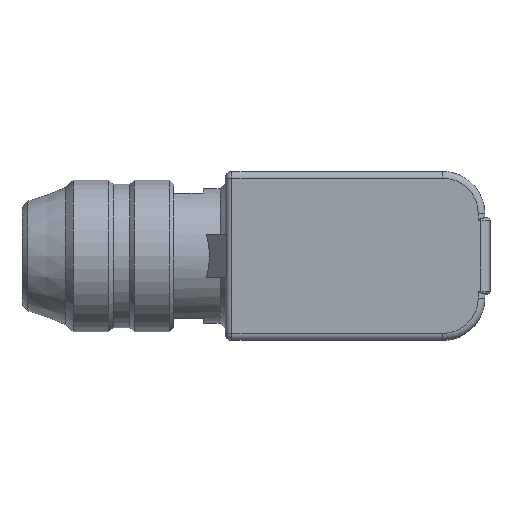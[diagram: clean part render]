
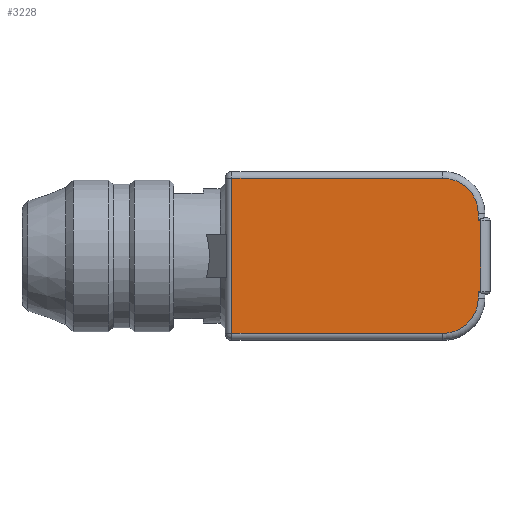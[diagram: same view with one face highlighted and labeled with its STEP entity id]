
A CAD part, top view. The second image highlights one B-rep face of the part: STEP entity #3228.
In plain terms, the highlighted planar face has unit normal (0, 0, 1).
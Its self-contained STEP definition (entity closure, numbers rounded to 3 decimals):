
#852=PLANE('',#16186);
#980=LINE('',#20935,#1713);
#981=LINE('',#20949,#1714);
#982=LINE('',#20968,#1715);
#1574=LINE('',#27249,#2307);
#1575=LINE('',#27253,#2308);
#1576=LINE('',#27255,#2309);
#1582=LINE('',#27281,#2315);
#1584=LINE('',#27286,#2317);
#1713=VECTOR('',#16679,1.);
#1714=VECTOR('',#16686,1.);
#1715=VECTOR('',#16703,1.);
#2307=VECTOR('',#19961,1.);
#2308=VECTOR('',#19966,1.);
#2309=VECTOR('',#19969,1.);
#2315=VECTOR('',#19999,1.);
#2317=VECTOR('',#20007,1.);
#3228=ADVANCED_FACE('',(#4331),#852,.T.);
#4331=FACE_OUTER_BOUND('',#5278,.T.);
#5278=EDGE_LOOP('',(#10270,#10271,#10272,#10273,#10274,#10275,#10276,#10277,
#10278,#10279));
#5927=CIRCLE('',#16172,4.2);
#5931=CIRCLE('',#16177,4.2);
#10270=ORIENTED_EDGE('',*,*,#13803,.F.);
#10271=ORIENTED_EDGE('',*,*,#13802,.T.);
#10272=ORIENTED_EDGE('',*,*,#13810,.T.);
#10273=ORIENTED_EDGE('',*,*,#13819,.T.);
#10274=ORIENTED_EDGE('',*,*,#11891,.T.);
#10275=ORIENTED_EDGE('',*,*,#11882,.T.);
#10276=ORIENTED_EDGE('',*,*,#11886,.T.);
#10277=ORIENTED_EDGE('',*,*,#13817,.T.);
#10278=ORIENTED_EDGE('',*,*,#13814,.T.);
#10279=ORIENTED_EDGE('',*,*,#13800,.T.);
#10495=VERTEX_POINT('',#20934);
#10496=VERTEX_POINT('',#20936);
#10498=VERTEX_POINT('',#20948);
#10499=VERTEX_POINT('',#20969);
#11619=VERTEX_POINT('',#27221);
#11620=VERTEX_POINT('',#27225);
#11625=VERTEX_POINT('',#27248);
#11626=VERTEX_POINT('',#27252);
#11632=VERTEX_POINT('',#27268);
#11633=VERTEX_POINT('',#27273);
#11882=EDGE_CURVE('',#10496,#10495,#980,.T.);
#11886=EDGE_CURVE('',#10495,#10498,#981,.T.);
#11891=EDGE_CURVE('',#10499,#10496,#982,.T.);
#13800=EDGE_CURVE('',#11625,#11620,#1574,.T.);
#13802=EDGE_CURVE('',#11619,#11626,#1575,.T.);
#13803=EDGE_CURVE('',#11619,#11620,#1576,.T.);
#13810=EDGE_CURVE('',#11626,#11632,#5927,.T.);
#13814=EDGE_CURVE('',#11633,#11625,#5931,.T.);
#13817=EDGE_CURVE('',#10498,#11633,#1582,.T.);
#13819=EDGE_CURVE('',#11632,#10499,#1584,.T.);
#16172=AXIS2_PLACEMENT_3D('',#27269,#19981,#19982);
#16177=AXIS2_PLACEMENT_3D('',#27276,#19991,#19992);
#16186=AXIS2_PLACEMENT_3D('',#27292,#20016,#20017);
#16679=DIRECTION('',(0.,1.,0.));
#16686=DIRECTION('',(-1.,0.,0.));
#16703=DIRECTION('',(1.,0.,0.));
#19961=DIRECTION('',(-1.,0.,0.));
#19966=DIRECTION('',(1.,0.,0.));
#19969=DIRECTION('',(0.,1.,0.));
#19981=DIRECTION('',(0.,0.,1.));
#19982=DIRECTION('',(1.,0.,0.));
#19991=DIRECTION('',(0.,0.,1.));
#19992=DIRECTION('',(1.,0.,0.));
#19999=DIRECTION('',(0.,1.,0.));
#20007=DIRECTION('',(0.,1.,0.));
#20016=DIRECTION('',(0.,0.,1.));
#20017=DIRECTION('',(1.,0.,0.));
#20934=CARTESIAN_POINT('',(9.5,4.2,23.7));
#20935=CARTESIAN_POINT('',(9.5,4.5,23.7));
#20936=CARTESIAN_POINT('',(9.5,-4.2,23.7));
#20948=CARTESIAN_POINT('',(9.2,4.2,23.7));
#20949=CARTESIAN_POINT('',(8.9,4.2,23.7));
#20968=CARTESIAN_POINT('',(8.9,-4.2,23.7));
#20969=CARTESIAN_POINT('',(9.2,-4.2,23.7));
#27221=CARTESIAN_POINT('',(-20.,-9.2,23.7));
#27225=CARTESIAN_POINT('',(-20.,9.2,23.7));
#27248=CARTESIAN_POINT('',(5.,9.2,23.7));
#27249=CARTESIAN_POINT('',(-10.4,9.2,23.7));
#27252=CARTESIAN_POINT('',(5.,-9.2,23.7));
#27253=CARTESIAN_POINT('',(-10.4,-9.2,23.7));
#27255=CARTESIAN_POINT('',(-20.,-2.55,23.7));
#27268=CARTESIAN_POINT('',(9.2,-5.,23.7));
#27269=CARTESIAN_POINT('',(5.,-5.,23.7));
#27273=CARTESIAN_POINT('',(9.2,5.,23.7));
#27276=CARTESIAN_POINT('',(5.,5.,23.7));
#27281=CARTESIAN_POINT('',(9.2,5.,23.7));
#27286=CARTESIAN_POINT('',(9.2,5.,23.7));
#27292=CARTESIAN_POINT('',(-10.4,5.,23.7));
